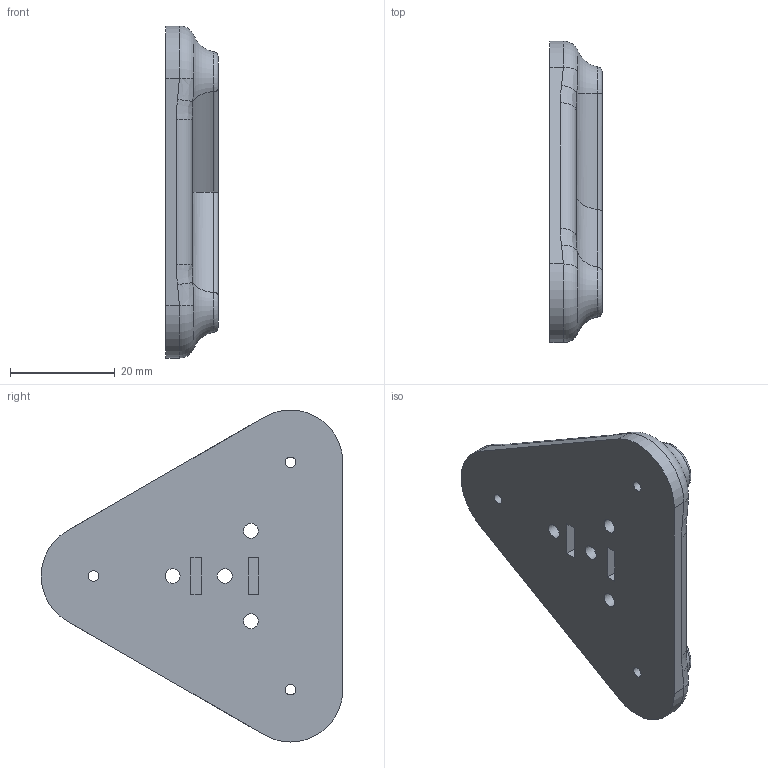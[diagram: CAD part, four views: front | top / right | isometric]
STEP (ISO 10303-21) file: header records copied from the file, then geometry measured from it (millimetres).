
FILE_DESCRIPTION(/* description */ (''),/* implementation_level */ '2;1');
FILE_NAME(/* name */ 'RibEnd.stp',/* time_stamp */ '2014-11-09T14:10:30-08:00',/* author */ ('Ryan'),/* organization */ (''),/* preprocessor_version */ 'ST-DEVELOPER v15.6',/* originating_system */ 'Autodesk Inventor 2015',/* authorisation */ '');
FILE_SCHEMA (('AUTOMOTIVE_DESIGN { 1 0 10303 214 3 1 1 }'));
Length unit declared in the file: millimetre
Products named in the file (1): RibEnd
Bounding box: 10 x 57.69 x 63.52 mm (x, y, z)
Volume: 16593.4 mm3; surface area: 6685 mm2
Topology: 1 solids, 1 shells, 64 faces, 157 edges, 97 vertices
Faces by surface type: cylinder 25, plane 18, bspline 12, torus 9
Full cylindrical faces by diameter (mm): 2 x3, 2.85 x4
Entity records: 2079 total; most frequent: CARTESIAN_POINT 568, DIRECTION 317, ORIENTED_EDGE 292, EDGE_CURVE 146, AXIS2_PLACEMENT_3D 130, VERTEX_POINT 93, EDGE_LOOP 87, FACE_OUTER_BOUND 64
